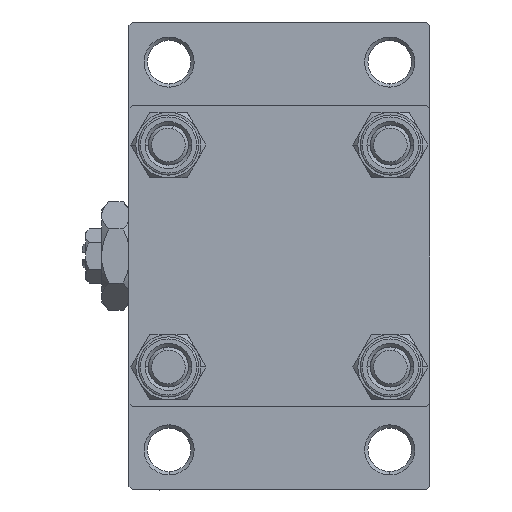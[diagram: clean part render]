
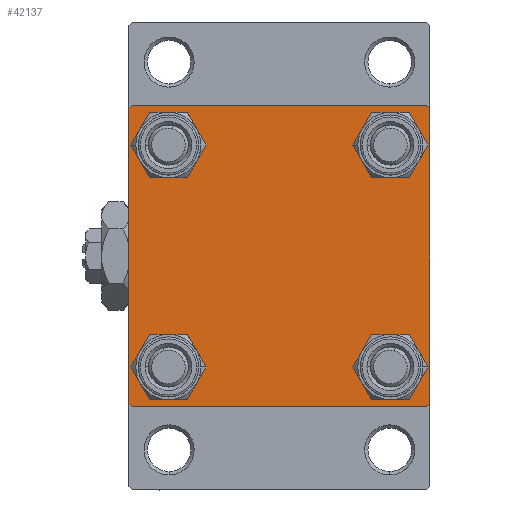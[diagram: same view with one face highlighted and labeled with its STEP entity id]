
A CAD part, left-side view. The second image highlights one B-rep face of the part: STEP entity #42137.
In plain terms, the highlighted planar face has unit normal (-1, 0, 0).
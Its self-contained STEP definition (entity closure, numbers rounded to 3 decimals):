
#4 = DIRECTION ( 'NONE',  ( 0., 0., 1. ) ) ;
#34 = LINE ( 'NONE', #1009, #19571 ) ;
#100 = VECTOR ( 'NONE', #47903, 1000. ) ;
#630 = FACE_OUTER_BOUND ( 'NONE', #2266, .T. ) ;
#794 = VERTEX_POINT ( 'NONE', #42159 ) ;
#1009 = CARTESIAN_POINT ( 'NONE',  ( 0., 22.5, 22.5 ) ) ;
#1160 = DIRECTION ( 'NONE',  ( 0., 0., 1. ) ) ;
#1239 = EDGE_LOOP ( 'NONE', ( #31646, #43459 ) ) ;
#1407 = EDGE_CURVE ( 'NONE', #9529, #11199, #22634, .T. ) ;
#2266 = EDGE_LOOP ( 'NONE', ( #22308, #11748, #28672, #20217, #30389, #49233, #35580, #28585 ) ) ;
#2681 = VERTEX_POINT ( 'NONE', #7171 ) ;
#2977 = VERTEX_POINT ( 'NONE', #3849 ) ;
#3103 = VERTEX_POINT ( 'NONE', #24278 ) ;
#3326 = CARTESIAN_POINT ( 'NONE',  ( 0., 16.6, -16.6 ) ) ;
#3681 = DIRECTION ( 'NONE',  ( 1., 0., 0. ) ) ;
#3849 = CARTESIAN_POINT ( 'NONE',  ( 0., 16.6, 20.1 ) ) ;
#3882 = CARTESIAN_POINT ( 'NONE',  ( 0., -22., 22.5 ) ) ;
#3997 = DIRECTION ( 'NONE',  ( 1., 0., 0. ) ) ;
#4073 = VERTEX_POINT ( 'NONE', #7540 ) ;
#4091 = VECTOR ( 'NONE', #21088, 1000. ) ;
#4234 = CARTESIAN_POINT ( 'NONE',  ( 0., 16.6, 16.6 ) ) ;
#4917 = VECTOR ( 'NONE', #40345, 1000. ) ;
#5437 = EDGE_LOOP ( 'NONE', ( #27868, #16788 ) ) ;
#6310 = EDGE_CURVE ( 'NONE', #18767, #3103, #34, .T. ) ;
#6475 = CIRCLE ( 'NONE', #45504, 3.5 ) ;
#7171 = CARTESIAN_POINT ( 'NONE',  ( 0., -22.5, 22. ) ) ;
#7172 = CIRCLE ( 'NONE', #45404, 3.5 ) ;
#7540 = CARTESIAN_POINT ( 'NONE',  ( 0., 22., 22.5 ) ) ;
#7757 = CARTESIAN_POINT ( 'NONE',  ( 0., -16.6, -13.1 ) ) ;
#8224 = DIRECTION ( 'NONE',  ( 1., 0., 0. ) ) ;
#8504 = DIRECTION ( 'NONE',  ( 0., 0., -1. ) ) ;
#8587 = EDGE_LOOP ( 'NONE', ( #46444, #21366 ) ) ;
#8740 = LINE ( 'NONE', #33379, #26126 ) ;
#9154 = DIRECTION ( 'NONE',  ( 1., 0., 0. ) ) ;
#9276 = DIRECTION ( 'NONE',  ( 0., 0., 1. ) ) ;
#9529 = VERTEX_POINT ( 'NONE', #11889 ) ;
#9984 = EDGE_CURVE ( 'NONE', #12969, #18121, #27037, .T. ) ;
#10775 = CARTESIAN_POINT ( 'NONE',  ( 0., -22., -22.5 ) ) ;
#11199 = VERTEX_POINT ( 'NONE', #46909 ) ;
#11217 = CARTESIAN_POINT ( 'NONE',  ( 0., 22.25, -22.25 ) ) ;
#11284 = AXIS2_PLACEMENT_3D ( 'NONE', #23455, #3997, #4 ) ;
#11559 = DIRECTION ( 'NONE',  ( 1., 0., 0. ) ) ;
#11748 = ORIENTED_EDGE ( 'NONE', *, *, #32689, .T. ) ;
#11889 = CARTESIAN_POINT ( 'NONE',  ( 0., 16.6, -20.1 ) ) ;
#12804 = EDGE_CURVE ( 'NONE', #13400, #38479, #45276, .T. ) ;
#12969 = VERTEX_POINT ( 'NONE', #39025 ) ;
#13150 = CARTESIAN_POINT ( 'NONE',  ( 0., -16.6, 16.6 ) ) ;
#13400 = VERTEX_POINT ( 'NONE', #18703 ) ;
#13756 = VERTEX_POINT ( 'NONE', #3882 ) ;
#13999 = LINE ( 'NONE', #14753, #100 ) ;
#14163 = CARTESIAN_POINT ( 'NONE',  ( 0., 22.5, 22.5 ) ) ;
#14753 = CARTESIAN_POINT ( 'NONE',  ( 0., -22.5, 22.5 ) ) ;
#15410 = EDGE_LOOP ( 'NONE', ( #21660, #36819 ) ) ;
#15874 = CARTESIAN_POINT ( 'NONE',  ( 0., 0., 0. ) ) ;
#16550 = VECTOR ( 'NONE', #39974, 1000. ) ;
#16788 = ORIENTED_EDGE ( 'NONE', *, *, #1407, .T. ) ;
#17203 = EDGE_CURVE ( 'NONE', #2977, #794, #17369, .T. ) ;
#17369 = CIRCLE ( 'NONE', #31597, 3.5 ) ;
#18121 = VERTEX_POINT ( 'NONE', #10775 ) ;
#18703 = CARTESIAN_POINT ( 'NONE',  ( 0., -16.6, 20.1 ) ) ;
#18767 = VERTEX_POINT ( 'NONE', #43268 ) ;
#19125 = DIRECTION ( 'NONE',  ( 0., 0., 1. ) ) ;
#19147 = AXIS2_PLACEMENT_3D ( 'NONE', #32951, #33199, #33940 ) ;
#19571 = VECTOR ( 'NONE', #8504, 1000. ) ;
#19618 = FACE_BOUND ( 'NONE', #15410, .T. ) ;
#19804 = EDGE_CURVE ( 'NONE', #18121, #41282, #47194, .T. ) ;
#19815 = CARTESIAN_POINT ( 'NONE',  ( 0., 22.5, -22.5 ) ) ;
#20042 = CIRCLE ( 'NONE', #11284, 3.5 ) ;
#20062 = DIRECTION ( 'NONE',  ( 0., 0., 1. ) ) ;
#20090 = EDGE_CURVE ( 'NONE', #4073, #18767, #8740, .T. ) ;
#20217 = ORIENTED_EDGE ( 'NONE', *, *, #19804, .T. ) ;
#20389 = CARTESIAN_POINT ( 'NONE',  ( 0., -22.25, 22.25 ) ) ;
#21088 = DIRECTION ( 'NONE',  ( 0., -0.707, -0.707 ) ) ;
#21366 = ORIENTED_EDGE ( 'NONE', *, *, #29096, .T. ) ;
#21660 = ORIENTED_EDGE ( 'NONE', *, *, #17203, .T. ) ;
#22242 = DIRECTION ( 'NONE',  ( 1., 0., 0. ) ) ;
#22308 = ORIENTED_EDGE ( 'NONE', *, *, #6310, .T. ) ;
#22386 = EDGE_CURVE ( 'NONE', #2681, #13756, #23874, .T. ) ;
#22450 = AXIS2_PLACEMENT_3D ( 'NONE', #24980, #24246, #9276 ) ;
#22634 = CIRCLE ( 'NONE', #41714, 3.5 ) ;
#22863 = FACE_BOUND ( 'NONE', #1239, .T. ) ;
#23455 = CARTESIAN_POINT ( 'NONE',  ( 0., 16.6, -16.6 ) ) ;
#23784 = DIRECTION ( 'NONE',  ( 0., -1., 0. ) ) ;
#23874 = LINE ( 'NONE', #20389, #39745 ) ;
#24246 = DIRECTION ( 'NONE',  ( 1., 0., 0. ) ) ;
#24278 = CARTESIAN_POINT ( 'NONE',  ( 0., 22.5, -22. ) ) ;
#24980 = CARTESIAN_POINT ( 'NONE',  ( 0., 16.6, 16.6 ) ) ;
#25222 = CARTESIAN_POINT ( 'NONE',  ( 0., -16.6, -16.6 ) ) ;
#25329 = EDGE_CURVE ( 'NONE', #38479, #13400, #7172, .T. ) ;
#25816 = EDGE_CURVE ( 'NONE', #32409, #34813, #40644, .T. ) ;
#26126 = VECTOR ( 'NONE', #28878, 1000. ) ;
#27037 = LINE ( 'NONE', #19815, #37113 ) ;
#27868 = ORIENTED_EDGE ( 'NONE', *, *, #41496, .T. ) ;
#28037 = AXIS2_PLACEMENT_3D ( 'NONE', #15874, #31072, #19125 ) ;
#28585 = ORIENTED_EDGE ( 'NONE', *, *, #20090, .T. ) ;
#28672 = ORIENTED_EDGE ( 'NONE', *, *, #9984, .T. ) ;
#28878 = DIRECTION ( 'NONE',  ( 0., 0.707, -0.707 ) ) ;
#29022 = EDGE_CURVE ( 'NONE', #2681, #41282, #13999, .T. ) ;
#29096 = EDGE_CURVE ( 'NONE', #34813, #32409, #6475, .T. ) ;
#29611 = LINE ( 'NONE', #14163, #4917 ) ;
#29776 = DIRECTION ( 'NONE',  ( 0., 0., 1. ) ) ;
#30389 = ORIENTED_EDGE ( 'NONE', *, *, #29022, .F. ) ;
#31072 = DIRECTION ( 'NONE',  ( -1., 0., 0. ) ) ;
#31597 = AXIS2_PLACEMENT_3D ( 'NONE', #4234, #8224, #45903 ) ;
#31646 = ORIENTED_EDGE ( 'NONE', *, *, #12804, .T. ) ;
#32409 = VERTEX_POINT ( 'NONE', #7757 ) ;
#32689 = EDGE_CURVE ( 'NONE', #3103, #12969, #45379, .T. ) ;
#32740 = CARTESIAN_POINT ( 'NONE',  ( 0., -22.25, -22.25 ) ) ;
#32951 = CARTESIAN_POINT ( 'NONE',  ( 0., -16.6, -16.6 ) ) ;
#33199 = DIRECTION ( 'NONE',  ( 1., 0., 0. ) ) ;
#33379 = CARTESIAN_POINT ( 'NONE',  ( 0., 22.25, 22.25 ) ) ;
#33940 = DIRECTION ( 'NONE',  ( 0., 0., 1. ) ) ;
#34813 = VERTEX_POINT ( 'NONE', #48339 ) ;
#35580 = ORIENTED_EDGE ( 'NONE', *, *, #42766, .F. ) ;
#36819 = ORIENTED_EDGE ( 'NONE', *, *, #41249, .T. ) ;
#37113 = VECTOR ( 'NONE', #23784, 1000. ) ;
#38076 = PLANE ( 'NONE',  #28037 ) ;
#38479 = VERTEX_POINT ( 'NONE', #39522 ) ;
#38561 = FACE_BOUND ( 'NONE', #5437, .T. ) ;
#39025 = CARTESIAN_POINT ( 'NONE',  ( 0., 22., -22.5 ) ) ;
#39079 = DIRECTION ( 'NONE',  ( 0., 0.707, 0.707 ) ) ;
#39522 = CARTESIAN_POINT ( 'NONE',  ( 0., -16.6, 13.1 ) ) ;
#39745 = VECTOR ( 'NONE', #39079, 1000. ) ;
#39974 = DIRECTION ( 'NONE',  ( 0., -0.707, 0.707 ) ) ;
#40345 = DIRECTION ( 'NONE',  ( 0., -1., 0. ) ) ;
#40438 = DIRECTION ( 'NONE',  ( 0., 0., 1. ) ) ;
#40644 = CIRCLE ( 'NONE', #19147, 3.5 ) ;
#41249 = EDGE_CURVE ( 'NONE', #794, #2977, #44706, .T. ) ;
#41282 = VERTEX_POINT ( 'NONE', #43442 ) ;
#41496 = EDGE_CURVE ( 'NONE', #11199, #9529, #20042, .T. ) ;
#41714 = AXIS2_PLACEMENT_3D ( 'NONE', #3326, #11559, #29776 ) ;
#42137 = ADVANCED_FACE ( 'NONE', ( #22863, #45794, #38561, #19618, #630 ), #38076, .T. ) ;
#42159 = CARTESIAN_POINT ( 'NONE',  ( 0., 16.6, 13.1 ) ) ;
#42753 = CARTESIAN_POINT ( 'NONE',  ( 0., -16.6, 16.6 ) ) ;
#42766 = EDGE_CURVE ( 'NONE', #4073, #13756, #29611, .T. ) ;
#43268 = CARTESIAN_POINT ( 'NONE',  ( 0., 22.5, 22. ) ) ;
#43442 = CARTESIAN_POINT ( 'NONE',  ( 0., -22.5, -22. ) ) ;
#43459 = ORIENTED_EDGE ( 'NONE', *, *, #25329, .T. ) ;
#44706 = CIRCLE ( 'NONE', #22450, 3.5 ) ;
#45276 = CIRCLE ( 'NONE', #48479, 3.5 ) ;
#45379 = LINE ( 'NONE', #11217, #4091 ) ;
#45404 = AXIS2_PLACEMENT_3D ( 'NONE', #42753, #3681, #20062 ) ;
#45504 = AXIS2_PLACEMENT_3D ( 'NONE', #25222, #22242, #40438 ) ;
#45794 = FACE_BOUND ( 'NONE', #8587, .T. ) ;
#45903 = DIRECTION ( 'NONE',  ( 0., 0., 1. ) ) ;
#46444 = ORIENTED_EDGE ( 'NONE', *, *, #25816, .T. ) ;
#46909 = CARTESIAN_POINT ( 'NONE',  ( 0., 16.6, -13.1 ) ) ;
#47194 = LINE ( 'NONE', #32740, #16550 ) ;
#47903 = DIRECTION ( 'NONE',  ( 0., 0., -1. ) ) ;
#48339 = CARTESIAN_POINT ( 'NONE',  ( 0., -16.6, -20.1 ) ) ;
#48479 = AXIS2_PLACEMENT_3D ( 'NONE', #13150, #9154, #1160 ) ;
#49233 = ORIENTED_EDGE ( 'NONE', *, *, #22386, .T. ) ;
